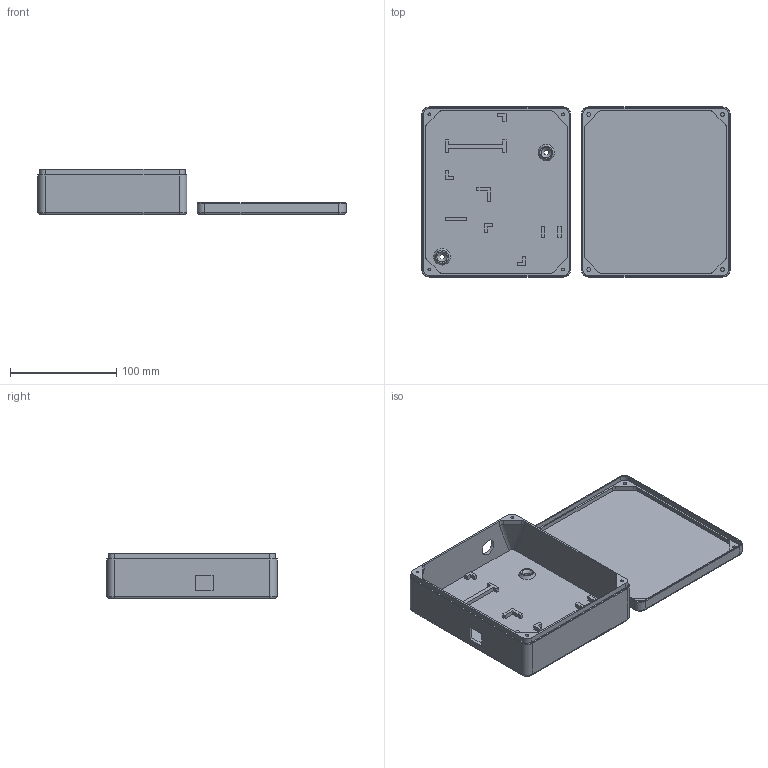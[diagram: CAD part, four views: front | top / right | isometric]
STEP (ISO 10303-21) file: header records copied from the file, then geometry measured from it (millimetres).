
FILE_DESCRIPTION(/* description */ ('STEP AP242','CAx-IF Rec.Pracs.---Representation and Presentation of Product Manufacturing Information (PMI)---4.0---2014-10-13','CAx-IF Rec.Pracs.---3D Tessellated Geometry---0.4---2014-09-14','2;1'),/* implementation_level */ '2;1');
FILE_NAME(/* name */ '68ffc049bf099259f577b03c',/* time_stamp */ '2025-10-27T18:56:10Z',/* author */ (''),/* organization */ (''),/* preprocessor_version */ 'ST-DEVELOPER v20',/* originating_system */ 'ONSHAPE BY PTC INC, 1.205',/* authorisation */ ' ');
FILE_SCHEMA (('AP242_MANAGED_MODEL_BASED_3D_ENGINEERING_MIM_LF { 1 0 10303 442 1 1 4 }'));
Length unit declared in the file: metre
Products named in the file (2): Schachtel; Deckel
Bounding box: 290 x 160 x 43 mm (x, y, z)
Volume: 219127.5 mm3; surface area: 149684.5 mm2
Topology: 2 solids, 2 shells, 208 faces, 499 edges, 322 vertices
Faces by surface type: plane 137, cylinder 47, cone 20, bspline 4
Full cylindrical faces by diameter (mm): 2.7 x4, 3.5 x4, 4.5 x2, 6.4 x4, 15.6 x1
Entity records: 6146 total; most frequent: CARTESIAN_POINT 1228, DIRECTION 1010, ORIENTED_EDGE 956, EDGE_CURVE 478, LINE 358, VECTOR 358, AXIS2_PLACEMENT_3D 326, VERTEX_POINT 320
